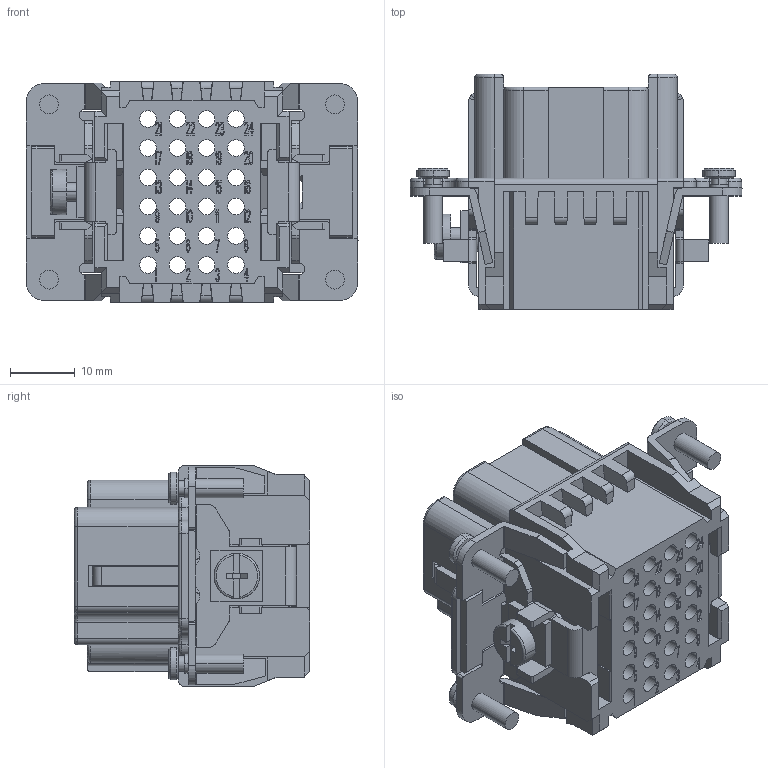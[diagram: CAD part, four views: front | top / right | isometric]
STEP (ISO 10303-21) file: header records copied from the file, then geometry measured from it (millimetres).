
FILE_DESCRIPTION((''),'2;1');
FILE_NAME('PRT0563','2023-12-06T',('12405'),(''),'PRO/ENGINEER BY PARAMETRIC TECHNOLOGY CORPORATION, 2012480','PRO/ENGINEER BY PARAMETRIC TECHNOLOGY CORPORATION, 2012480','');
FILE_SCHEMA(('CONFIG_CONTROL_DESIGN'));
Products named in the file (1): PRT0563
Bounding box: 51.1 x 36.2 x 34 mm (x, y, z)
Volume: 23710.9 mm3; surface area: 19676.4 mm2
Topology: 1 solids, 1 shells, 3033 faces, 8632 edges, 5727 vertices
Faces by surface type: plane 2655, cylinder 266, bspline 48, cone 40, torus 24
Entity records: 98992 total; most frequent: CARTESIAN_POINT 19556, ORIENTED_EDGE 17264, DIRECTION 15129, EDGE_CURVE 8632, VECTOR 7835, LINE 7835, VERTEX_POINT 5727, AXIS2_PLACEMENT_3D 3647
